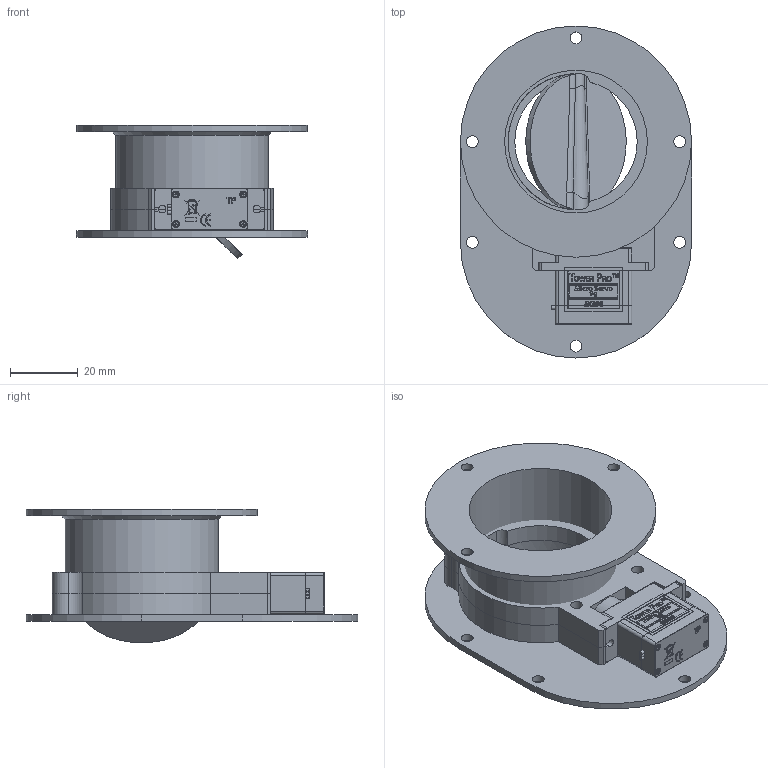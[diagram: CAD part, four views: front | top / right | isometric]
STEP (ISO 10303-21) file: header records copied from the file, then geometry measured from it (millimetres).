
FILE_DESCRIPTION(/* description */ (''),/* implementation_level */ '2;1');
FILE_NAME(/* name */ '',/* time_stamp */ '2023-08-24T11:34:55+03:00',/* author */ ('khrip'),/* organization */ (''),/* preprocessor_version */ 'ST-DEVELOPER v19.2',/* originating_system */ 'Autodesk Inventor 2024',/* authorisation */ '');
FILE_SCHEMA (('AUTOMOTIVE_DESIGN { 1 0 10303 214 3 1 1 }'));
Length unit declared in the file: millimetre
Products named in the file (7): Заслонка; SG90 - Micro Servo 9g - Tower Pro; SG90 - Micro Servo 9g - Tower Pro.1_Pea; SG90 - Micro Servo 9g - Tower Pro.6_BS EN ISO 7045 - M2 x 4 - Z - 4S; Корпус заслонки; лепесток заслонки; дифузор заслонки 
внут
Assembly tree (6 placements, depth 3):
  Заслонка
    SG90 - Micro Servo 9g - Tower Pro
      SG90 - Micro Servo 9g - Tower Pro.1_Pea
      SG90 - Micro Servo 9g - Tower Pro.6_BS EN ISO 7045 - M2 x 4 - Z - 4S
    Корпус заслонки
    лепесток заслонки
    дифузор заслонки 
внут
Bounding box: 68 x 97.59 x 39.31 mm (x, y, z)
Volume: 38941.6 mm3; surface area: 34363.7 mm2
Topology: 18 solids, 18 shells, 920 faces, 2996 edges, 2238 vertices
Faces by surface type: plane 591, cylinder 206, bspline 60, cone 32, torus 28, sphere 3
Full cylindrical faces by diameter (mm): 0.2 x1, 0.5 x1, 1 x3, 1.6 x2, 1.8 x4, 2 x13, 2.5 x3, 3.1 x1, 3.5 x12, 4.5 x1, 5 x2, 7 x1, 7.1 x1, 42 x1, 45 x1, 68 x1
Entity records: 41738 total; most frequent: CARTESIAN_POINT 15345, ORIENTED_EDGE 5986, DIRECTION 4552, EDGE_CURVE 2993, VERTEX_POINT 2238, LINE 1726, VECTOR 1726, AXIS2_PLACEMENT_3D 1413
